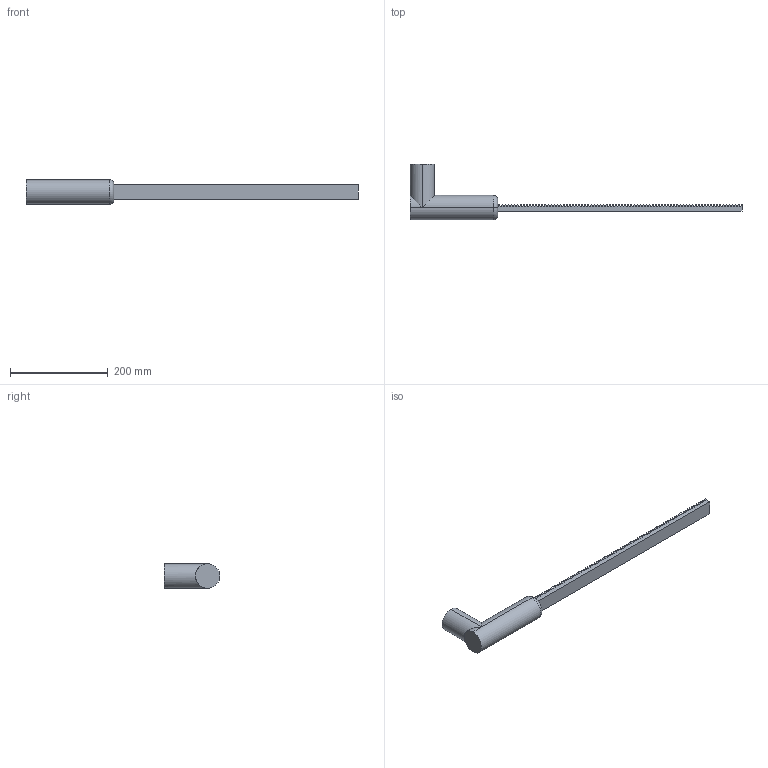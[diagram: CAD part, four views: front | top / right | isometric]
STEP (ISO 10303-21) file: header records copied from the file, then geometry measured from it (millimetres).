
FILE_DESCRIPTION (( 'STEP AP203' ), '1' );
FILE_NAME ('Rack gear.STEP_Default_sldprt.step_Default_sldprt.STEP', '2023-03-16T03:25:39', ( '' ), ( '' ), 'SwSTEP 2.0', 'SolidWorks 2021', '' );
FILE_SCHEMA (( 'CONFIG_CONTROL_DESIGN' ));
Length unit declared in the file: millimetre
Products named in the file (1): Rack gear.STEP_Default_sldprt.step_Default_sldprt
Bounding box: 679.54 x 114 x 50 mm (x, y, z)
Volume: 657524.7 mm3; surface area: 99264.2 mm2
Topology: 1 solids, 1 shells, 334 faces, 986 edges, 655 vertices
Faces by surface type: plane 326, cylinder 6, torus 2
Entity records: 10982 total; most frequent: CARTESIAN_POINT 1985, ORIENTED_EDGE 1972, DIRECTION 1664, EDGE_CURVE 986, VECTOR 972, LINE 972, VERTEX_POINT 655, AXIS2_PLACEMENT_3D 346
